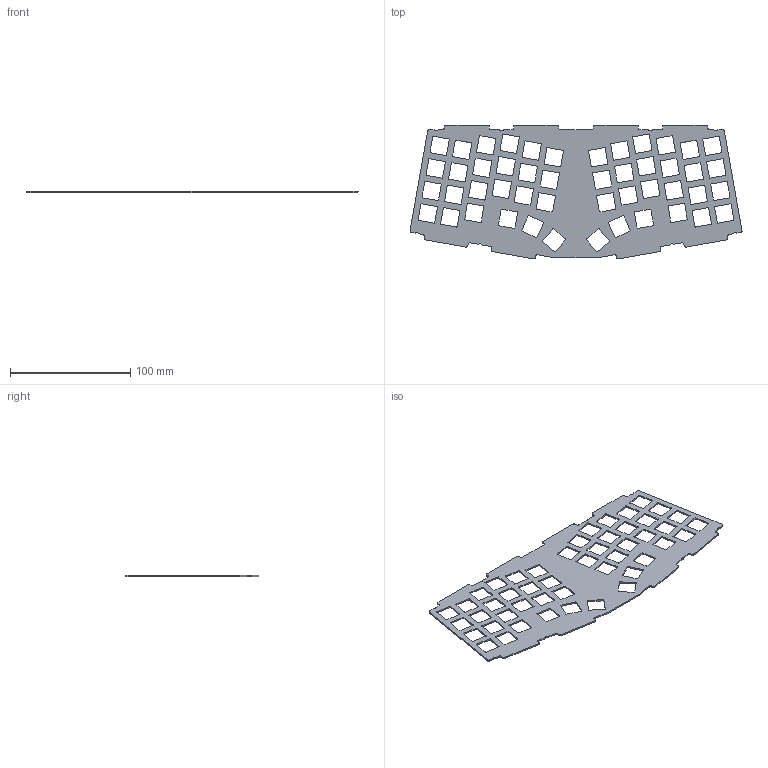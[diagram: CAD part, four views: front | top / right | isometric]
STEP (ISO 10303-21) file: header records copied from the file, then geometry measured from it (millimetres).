
FILE_DESCRIPTION(/* description */ (''),/* implementation_level */ '2;1');
FILE_NAME(/* name */ 'cornelius-lowprofile-plate.step',/* time_stamp */ '2024-06-16T16:29:35+09:00',/* author */ (''),/* organization */ (''),/* preprocessor_version */ 'ST-DEVELOPER v20',/* originating_system */ 'Autodesk Translation Framework v13.14.0.145',/* authorisation */ '');
FILE_SCHEMA (('AUTOMOTIVE_DESIGN { 1 0 10303 214 3 1 1 }'));
Length unit declared in the file: millimetre
Products named in the file (1): cornelius-lowprofile
Bounding box: 276.53 x 111.54 x 1.2 mm (x, y, z)
Volume: 20922.6 mm3; surface area: 38953 mm2
Topology: 1 solids, 1 shells, 476 faces, 1422 edges, 948 vertices
Faces by surface type: plane 240, bspline 228, cylinder 8
Entity records: 27088 total; most frequent: CARTESIAN_POINT 15495, ORIENTED_EDGE 2844, DIRECTION 1480, EDGE_CURVE 1422, LINE 950, VECTOR 950, VERTEX_POINT 948, EDGE_LOOP 572
